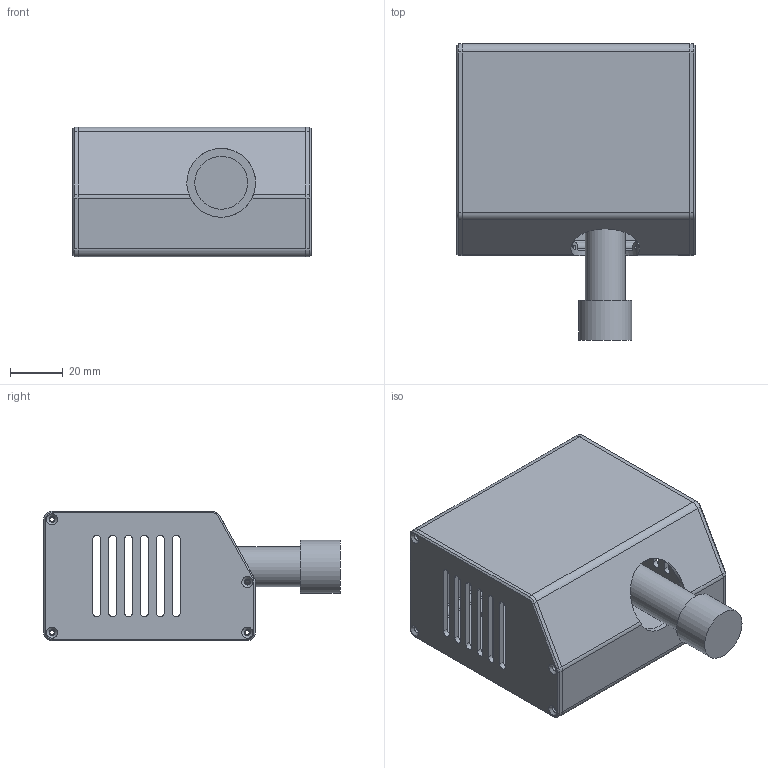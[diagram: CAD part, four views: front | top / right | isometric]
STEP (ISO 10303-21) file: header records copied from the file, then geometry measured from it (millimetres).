
FILE_DESCRIPTION(/* description */ (''),/* implementation_level */ '2;1');
FILE_NAME(/* name */ 'Moules_CNC v1.step',/* time_stamp */ '2021-08-11T03:18:27+01:00',/* author */ (''),/* organization */ (''),/* preprocessor_version */ 'ST-DEVELOPER v18.1',/* originating_system */ 'Autodesk Translation Framework v10.9.0.1377',/* authorisation */ '');
FILE_SCHEMA (('AUTOMOTIVE_DESIGN { 1 0 10303 214 3 1 1 }'));
Length unit declared in the file: millimetre
Products named in the file (4): Moules_CNC; Main_body; cap_left; cap_Right(Mirror)
Assembly tree (3 placements, depth 2):
  Moules_CNC
    Main_body
    cap_left
    cap_Right(Mirror)
Bounding box: 90.1 x 112.01 x 49.01 mm (x, y, z)
Volume: 70606.5 mm3; surface area: 60765 mm2
Topology: 4 solids, 4 shells, 157 faces, 424 edges, 274 vertices
Faces by surface type: cylinder 76, plane 63, cone 18
Full cylindrical faces by diameter (mm): 1.623 x5, 2.2 x8, 3.529 x4, 15 x1, 20 x1, 26 x1
Entity records: 5338 total; most frequent: CARTESIAN_POINT 1028, DIRECTION 904, ORIENTED_EDGE 848, EDGE_CURVE 424, AXIS2_PLACEMENT_3D 328, VERTEX_POINT 274, LINE 248, VECTOR 248
